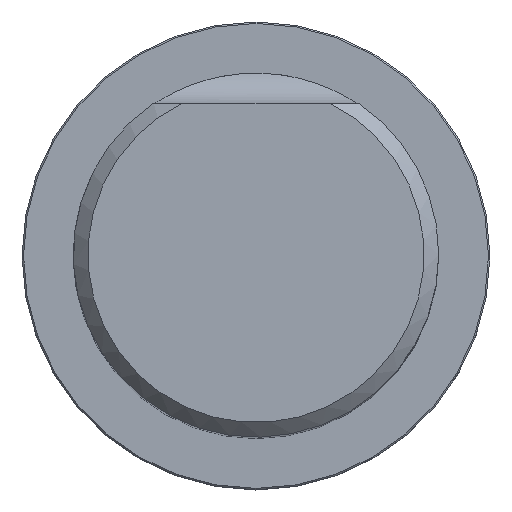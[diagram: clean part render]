
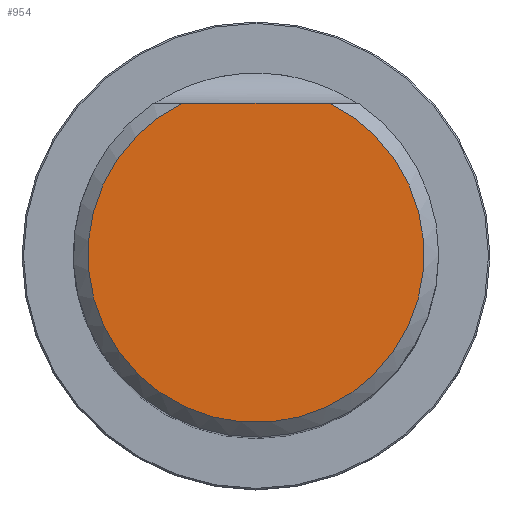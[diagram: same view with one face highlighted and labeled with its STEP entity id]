
A CAD part, top view. The second image highlights one B-rep face of the part: STEP entity #954.
In plain terms, the highlighted planar face has unit normal (0, 0, 1).
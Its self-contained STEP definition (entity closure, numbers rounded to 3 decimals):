
#284=PLANE('',#4897);
#420=LINE('',#7144,#660);
#660=VECTOR('',#5498,1.);
#954=ADVANCED_FACE('CU_SU_1',(#1283),#284,.T.);
#1283=FACE_OUTER_BOUND('',#1517,.T.);
#1517=EDGE_LOOP('',(#2221,#2222));
#1936=CIRCLE('',#4896,11.497);
#2221=ORIENTED_EDGE('',*,*,#3952,.F.);
#2222=ORIENTED_EDGE('',*,*,#3953,.F.);
#3476=VERTEX_POINT('',#7142);
#3477=VERTEX_POINT('',#7143);
#3952=EDGE_CURVE('',#3476,#3477,#1936,.T.);
#3953=EDGE_CURVE('',#3477,#3476,#420,.T.);
#4896=AXIS2_PLACEMENT_3D('',#7141,#5496,#5497);
#4897=AXIS2_PLACEMENT_3D('',#7145,#5499,#5500);
#5496=DIRECTION('',(0.,0.,-1.));
#5497=DIRECTION('',(1.,0.,0.));
#5498=DIRECTION('',(1.,0.,0.));
#5499=DIRECTION('',(0.,0.,1.));
#5500=DIRECTION('',(1.,0.,0.));
#7141=CARTESIAN_POINT('',(0.,0.,56.));
#7142=CARTESIAN_POINT('',(4.999,10.353,56.));
#7143=CARTESIAN_POINT('',(-4.999,10.353,56.));
#7144=CARTESIAN_POINT('',(-50.,10.353,56.));
#7145=CARTESIAN_POINT('',(0.,0.,56.));
